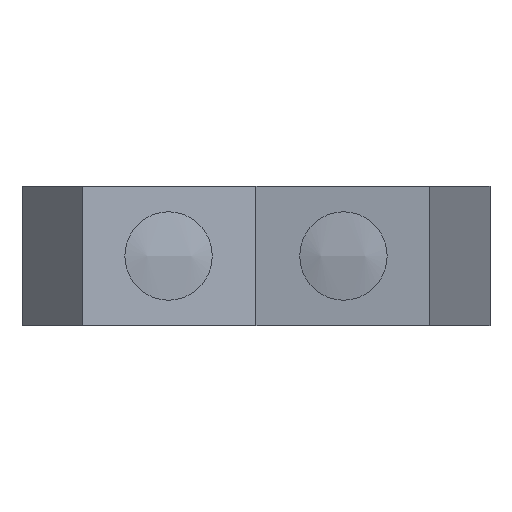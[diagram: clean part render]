
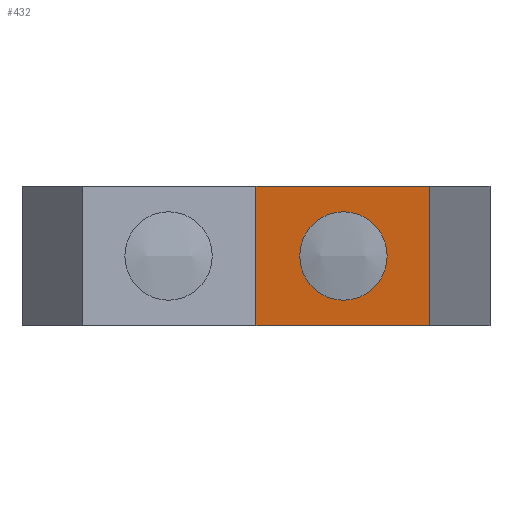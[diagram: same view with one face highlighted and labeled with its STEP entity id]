
A CAD part, left-side view. The second image highlights one B-rep face of the part: STEP entity #432.
In plain terms, the highlighted planar face has unit normal (-0.989, 0.15, 0).
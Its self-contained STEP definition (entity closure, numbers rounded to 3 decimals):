
#27=FACE_BOUND('',#103,.T.);
#42=PLANE('',#503);
#69=FACE_OUTER_BOUND('',#102,.T.);
#102=EDGE_LOOP('',(#368,#369,#370,#371));
#103=EDGE_LOOP('',(#372));
#127=LINE('',#730,#158);
#135=LINE('',#745,#166);
#136=LINE('',#748,#167);
#137=LINE('',#749,#168);
#158=VECTOR('',#610,10.);
#166=VECTOR('',#622,10.);
#167=VECTOR('',#625,10.);
#168=VECTOR('',#626,10.);
#186=CIRCLE('',#479,2.529);
#210=VERTEX_POINT('',#680);
#227=VERTEX_POINT('',#727);
#228=VERTEX_POINT('',#729);
#233=VERTEX_POINT('',#743);
#234=VERTEX_POINT('',#747);
#252=EDGE_CURVE('',#210,#210,#186,.T.);
#275=EDGE_CURVE('',#227,#228,#127,.T.);
#283=EDGE_CURVE('',#233,#227,#135,.T.);
#284=EDGE_CURVE('',#234,#233,#136,.T.);
#285=EDGE_CURVE('',#234,#228,#137,.T.);
#368=ORIENTED_EDGE('',*,*,#283,.F.);
#369=ORIENTED_EDGE('',*,*,#284,.F.);
#370=ORIENTED_EDGE('',*,*,#285,.T.);
#371=ORIENTED_EDGE('',*,*,#275,.F.);
#372=ORIENTED_EDGE('',*,*,#252,.T.);
#432=ADVANCED_FACE('',(#69,#27),#42,.T.);
#479=AXIS2_PLACEMENT_3D('',#681,#557,#558);
#503=AXIS2_PLACEMENT_3D('',#746,#623,#624);
#557=DIRECTION('center_axis',(0.989,-0.15,0.));
#558=DIRECTION('ref_axis',(0.,0.,-1.));
#610=DIRECTION('',(0.15,0.989,0.));
#622=DIRECTION('',(0.,0.,-1.));
#623=DIRECTION('center_axis',(-0.989,0.15,0.));
#624=DIRECTION('ref_axis',(-0.15,-0.989,0.));
#625=DIRECTION('',(-0.15,-0.989,0.));
#626=DIRECTION('',(0.,0.,-1.));
#680=CARTESIAN_POINT('',(-31.879,-2.5,0.));
#681=CARTESIAN_POINT('Origin',(-32.258,-5.,0.));
#727=CARTESIAN_POINT('',(-33.,-9.896,-4.));
#729=CARTESIAN_POINT('',(-31.5,0.,-4.));
#730=CARTESIAN_POINT('',(-33.,-9.896,-4.));
#743=CARTESIAN_POINT('',(-33.,-9.896,4.));
#745=CARTESIAN_POINT('',(-33.,-9.896,0.));
#746=CARTESIAN_POINT('Origin',(-31.5,0.,0.));
#747=CARTESIAN_POINT('',(-31.5,0.,4.));
#748=CARTESIAN_POINT('',(-33.,-9.896,4.));
#749=CARTESIAN_POINT('',(-31.5,0.,0.));
